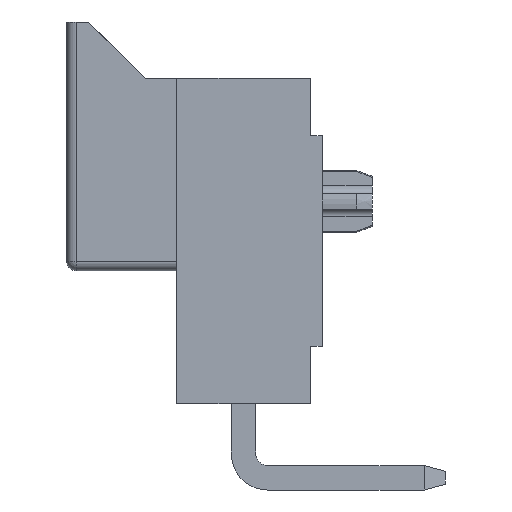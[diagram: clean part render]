
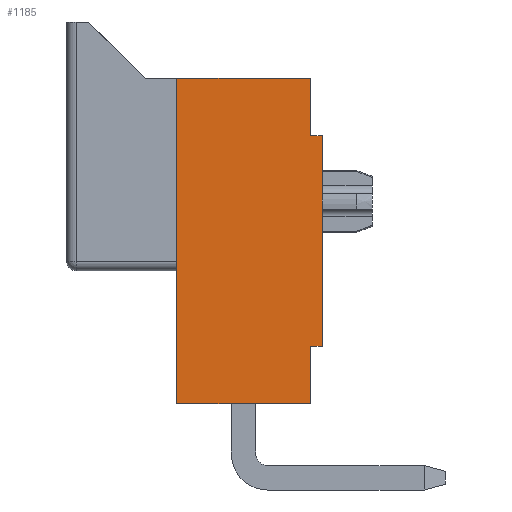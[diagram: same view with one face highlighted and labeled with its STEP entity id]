
A CAD part, left-side view. The second image highlights one B-rep face of the part: STEP entity #1185.
In plain terms, the highlighted planar face has unit normal (-1, 0, 0).
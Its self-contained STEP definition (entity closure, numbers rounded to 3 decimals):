
#17 = EDGE_CURVE ( 'NONE', #3746, #281, #3404, .T. ) ;
#34 = ORIENTED_EDGE ( 'NONE', *, *, #4064, .F. ) ;
#60 = CARTESIAN_POINT ( 'NONE',  ( -2.97, 3.78, -4.23 ) ) ;
#101 = LINE ( 'NONE', #3964, #1289 ) ;
#117 = DIRECTION ( 'NONE',  ( 0., 0., 1. ) ) ;
#174 = DIRECTION ( 'NONE',  ( 0., 0., 1. ) ) ;
#218 = FACE_OUTER_BOUND ( 'NONE', #2342, .T. ) ;
#276 = CARTESIAN_POINT ( 'NONE',  ( -2.97, 0.3, 4.23 ) ) ;
#281 = VERTEX_POINT ( 'NONE', #2573 ) ;
#437 = VERTEX_POINT ( 'NONE', #3019 ) ;
#590 = DIRECTION ( 'NONE',  ( 0., 1., 0. ) ) ;
#622 = ORIENTED_EDGE ( 'NONE', *, *, #17, .T. ) ;
#678 = VERTEX_POINT ( 'NONE', #1850 ) ;
#776 = LINE ( 'NONE', #2540, #2947 ) ;
#887 = PLANE ( 'NONE',  #2990 ) ;
#955 = ORIENTED_EDGE ( 'NONE', *, *, #4247, .F. ) ;
#960 = LINE ( 'NONE', #2108, #1487 ) ;
#978 = VERTEX_POINT ( 'NONE', #2319 ) ;
#1043 = DIRECTION ( 'NONE',  ( 0., 1., 0. ) ) ;
#1080 = VERTEX_POINT ( 'NONE', #60 ) ;
#1185 = ADVANCED_FACE ( 'NONE', ( #218 ), #887, .T. ) ;
#1250 = LINE ( 'NONE', #1956, #1829 ) ;
#1289 = VECTOR ( 'NONE', #3627, 1000. ) ;
#1358 = ORIENTED_EDGE ( 'NONE', *, *, #1741, .F. ) ;
#1390 = ORIENTED_EDGE ( 'NONE', *, *, #1621, .T. ) ;
#1423 = ORIENTED_EDGE ( 'NONE', *, *, #2994, .T. ) ;
#1464 = EDGE_CURVE ( 'NONE', #2598, #3746, #2348, .T. ) ;
#1487 = VECTOR ( 'NONE', #590, 1000. ) ;
#1621 = EDGE_CURVE ( 'NONE', #2013, #978, #960, .T. ) ;
#1666 = ORIENTED_EDGE ( 'NONE', *, *, #2507, .F. ) ;
#1741 = EDGE_CURVE ( 'NONE', #678, #437, #776, .T. ) ;
#1829 = VECTOR ( 'NONE', #174, 1000. ) ;
#1850 = CARTESIAN_POINT ( 'NONE',  ( -2.97, 0.3, 2.73 ) ) ;
#1956 = CARTESIAN_POINT ( 'NONE',  ( -2.97, 3.78, -4.23 ) ) ;
#2013 = VERTEX_POINT ( 'NONE', #276 ) ;
#2058 = CARTESIAN_POINT ( 'NONE',  ( -2.97, 0.3, -4.23 ) ) ;
#2094 = LINE ( 'NONE', #3228, #2353 ) ;
#2108 = CARTESIAN_POINT ( 'NONE',  ( -2.97, 0.3, 4.23 ) ) ;
#2109 = ORIENTED_EDGE ( 'NONE', *, *, #1464, .T. ) ;
#2319 = CARTESIAN_POINT ( 'NONE',  ( -2.97, 3.78, 4.23 ) ) ;
#2342 = EDGE_LOOP ( 'NONE', ( #1390, #34, #1666, #2109, #622, #955, #1358, #1423 ) ) ;
#2348 = LINE ( 'NONE', #2633, #2918 ) ;
#2353 = VECTOR ( 'NONE', #3893, 1000. ) ;
#2405 = CARTESIAN_POINT ( 'NONE',  ( -2.97, 0.3, -4.23 ) ) ;
#2507 = EDGE_CURVE ( 'NONE', #2598, #1080, #4674, .T. ) ;
#2540 = CARTESIAN_POINT ( 'NONE',  ( -2.97, 0.3, 2.73 ) ) ;
#2573 = CARTESIAN_POINT ( 'NONE',  ( -2.97, 0., -2.73 ) ) ;
#2598 = VERTEX_POINT ( 'NONE', #2058 ) ;
#2633 = CARTESIAN_POINT ( 'NONE',  ( -2.97, 0.3, -4.23 ) ) ;
#2760 = DIRECTION ( 'NONE',  ( -1., 0., 0. ) ) ;
#2918 = VECTOR ( 'NONE', #117, 1000. ) ;
#2947 = VECTOR ( 'NONE', #3617, 1000. ) ;
#2990 = AXIS2_PLACEMENT_3D ( 'NONE', #2405, #2760, #3090 ) ;
#2994 = EDGE_CURVE ( 'NONE', #678, #2013, #2094, .T. ) ;
#3019 = CARTESIAN_POINT ( 'NONE',  ( -2.97, 0., 2.73 ) ) ;
#3090 = DIRECTION ( 'NONE',  ( 0., 0., 1. ) ) ;
#3092 = DIRECTION ( 'NONE',  ( 0., -1., 0. ) ) ;
#3228 = CARTESIAN_POINT ( 'NONE',  ( -2.97, 0.3, 2.73 ) ) ;
#3333 = VECTOR ( 'NONE', #1043, 1000. ) ;
#3404 = LINE ( 'NONE', #3469, #3858 ) ;
#3469 = CARTESIAN_POINT ( 'NONE',  ( -2.97, 0.3, -2.73 ) ) ;
#3538 = CARTESIAN_POINT ( 'NONE',  ( -2.97, 0.3, -4.23 ) ) ;
#3617 = DIRECTION ( 'NONE',  ( 0., -1., 0. ) ) ;
#3627 = DIRECTION ( 'NONE',  ( 0., 0., -1. ) ) ;
#3746 = VERTEX_POINT ( 'NONE', #4326 ) ;
#3858 = VECTOR ( 'NONE', #3092, 1000. ) ;
#3893 = DIRECTION ( 'NONE',  ( 0., 0., 1. ) ) ;
#3964 = CARTESIAN_POINT ( 'NONE',  ( -2.97, 0., 2.73 ) ) ;
#4064 = EDGE_CURVE ( 'NONE', #1080, #978, #1250, .T. ) ;
#4247 = EDGE_CURVE ( 'NONE', #437, #281, #101, .T. ) ;
#4326 = CARTESIAN_POINT ( 'NONE',  ( -2.97, 0.3, -2.73 ) ) ;
#4674 = LINE ( 'NONE', #3538, #3333 ) ;
